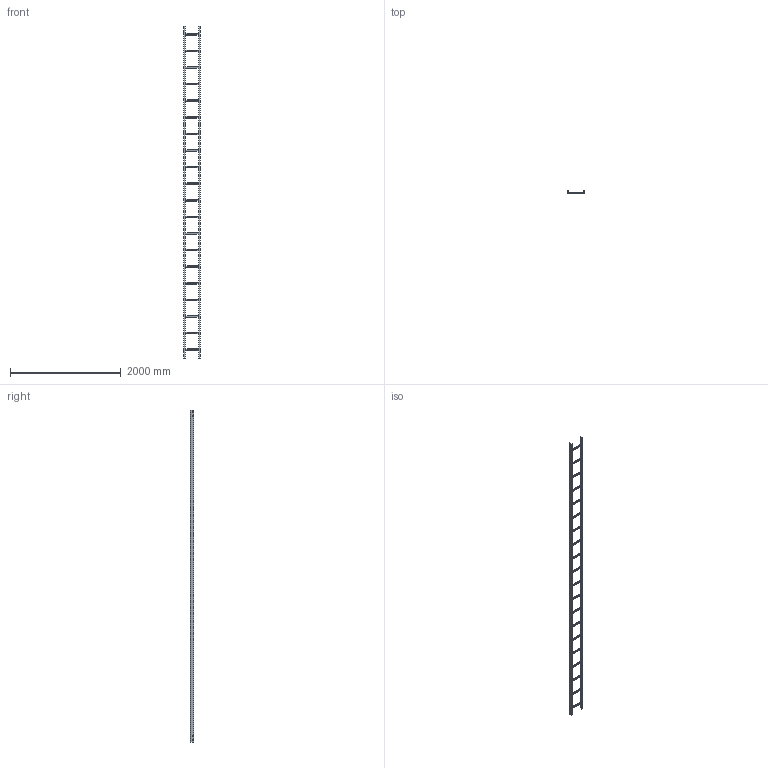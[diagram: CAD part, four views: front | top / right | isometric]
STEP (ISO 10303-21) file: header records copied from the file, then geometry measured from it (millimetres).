
FILE_DESCRIPTION((''),'2;1');
FILE_NAME('6208653_ASM','2012-11-20T',('AndreasKeweloh'),(''),'PRO/ENGINEER BY PARAMETRIC TECHNOLOGY CORPORATION, 2012230','PRO/ENGINEER BY PARAMETRIC TECHNOLOGY CORPORATION, 2012230','');
FILE_SCHEMA(('CONFIG_CONTROL_DESIGN'));
Length unit declared in the file: millimetre
Products named in the file (3): 6208653_LEITERHOLM_2; 6208653_SPROSSE_2; 6208653_ASM
Assembly tree (22 placements, depth 2):
  6208653_ASM
    6208653_LEITERHOLM_2  x2
    6208653_SPROSSE_2  x20
Bounding box: 300 x 60 x 6000 mm (x, y, z)
Volume: 2312655.1 mm3; surface area: 3142417.6 mm2
Topology: 22 solids, 22 shells, 572 faces, 1584 edges, 1056 vertices
Faces by surface type: plane 372, cylinder 200
Entity records: 2605 total; most frequent: CARTESIAN_POINT 596, ORIENTED_EDGE 396, DIRECTION 376, EDGE_CURVE 198, VERTEX_POINT 132, VECTOR 130, LINE 130, AXIS2_PLACEMENT_3D 123
